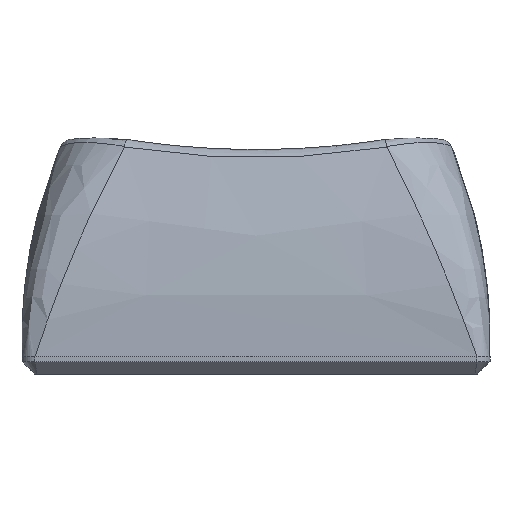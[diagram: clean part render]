
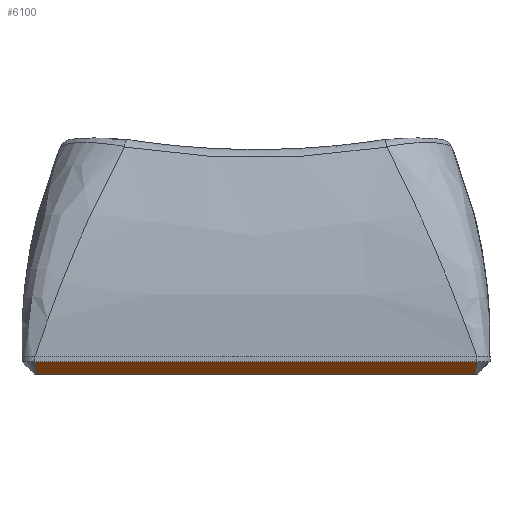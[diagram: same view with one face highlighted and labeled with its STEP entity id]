
A CAD part, front view. The second image highlights one B-rep face of the part: STEP entity #6100.
In plain terms, the highlighted planar face has unit normal (0, -0.707, -0.707).
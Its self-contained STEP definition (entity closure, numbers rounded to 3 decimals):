
#720 = PLANE('',#721);
#721 = AXIS2_PLACEMENT_3D('',#722,#723,#724);
#722 = CARTESIAN_POINT('',(-8.5,-9.,0.672));
#723 = DIRECTION('',(0.,-1.,0.));
#724 = DIRECTION('',(1.,0.,0.));
#1973 = VERTEX_POINT('',#1974);
#1974 = CARTESIAN_POINT('',(-8.5,-9.,0.48));
#2000 = EDGE_CURVE('',#1973,#2001,#2003,.T.);
#2001 = VERTEX_POINT('',#2002);
#2002 = CARTESIAN_POINT('',(8.5,-9.,0.48));
#2003 = SURFACE_CURVE('',#2004,(#2008,#2015),.PCURVE_S1.);
#2004 = LINE('',#2005,#2006);
#2005 = CARTESIAN_POINT('',(-8.5,-9.,0.48));
#2006 = VECTOR('',#2007,1.);
#2007 = DIRECTION('',(1.,0.,0.));
#2008 = PCURVE('',#720,#2009);
#2009 = DEFINITIONAL_REPRESENTATION('',(#2010),#2014);
#2010 = LINE('',#2011,#2012);
#2011 = CARTESIAN_POINT('',(0.,-0.192));
#2012 = VECTOR('',#2013,1.);
#2013 = DIRECTION('',(1.,0.));
#2014 = ( GEOMETRIC_REPRESENTATION_CONTEXT(2) 
PARAMETRIC_REPRESENTATION_CONTEXT() REPRESENTATION_CONTEXT('2D SPACE',''
  ) );
#2015 = PCURVE('',#2016,#2021);
#2016 = PLANE('',#2017);
#2017 = AXIS2_PLACEMENT_3D('',#2018,#2019,#2020);
#2018 = CARTESIAN_POINT('',(-8.5,-8.76,0.24));
#2019 = DIRECTION('',(0.,0.707,0.707)
  );
#2020 = DIRECTION('',(1.,0.,0.));
#2021 = DEFINITIONAL_REPRESENTATION('',(#2022),#2026);
#2022 = LINE('',#2023,#2024);
#2023 = CARTESIAN_POINT('',(0.,-0.339));
#2024 = VECTOR('',#2025,1.);
#2025 = DIRECTION('',(1.,0.));
#2026 = ( GEOMETRIC_REPRESENTATION_CONTEXT(2) 
PARAMETRIC_REPRESENTATION_CONTEXT() REPRESENTATION_CONTEXT('2D SPACE',''
  ) );
#3188 = CONICAL_SURFACE('',#3189,0.7,0.785);
#3189 = AXIS2_PLACEMENT_3D('',#3190,#3191,#3192);
#3190 = CARTESIAN_POINT('',(8.323,-8.323,0.48));
#3191 = DIRECTION('',(-0.,-0.,1.));
#3192 = DIRECTION('',(0.967,-0.253,0.));
#6100 = ADVANCED_FACE('',(#6101),#2016,.F.);
#6101 = FACE_BOUND('',#6102,.F.);
#6102 = EDGE_LOOP('',(#6103,#6138,#6139,#6169));
#6103 = ORIENTED_EDGE('',*,*,#6104,.F.);
#6104 = EDGE_CURVE('',#1973,#6105,#6107,.T.);
#6105 = VERTEX_POINT('',#6106);
#6106 = CARTESIAN_POINT('',(-8.42,-8.52,0.));
#6107 = SURFACE_CURVE('',#6108,(#6113,#6120),.PCURVE_S1.);
#6108 = PARABOLA('',#6109,0.008);
#6109 = AXIS2_PLACEMENT_3D('',#6110,#6111,#6112);
#6110 = CARTESIAN_POINT('',(-8.323,-8.311,
    -0.209));
#6111 = DIRECTION('',(0.,0.707,0.707)
  );
#6112 = DIRECTION('',(0.,-0.707,0.707)
  );
#6113 = PCURVE('',#2016,#6114);
#6114 = DEFINITIONAL_REPRESENTATION('',(#6115),#6119);
#6115 = B_SPLINE_CURVE_WITH_KNOTS('',2,(#6116,#6117,#6118),
  .UNSPECIFIED.,.F.,.F.,(3,3),(-0.177,-0.098),
  .PIECEWISE_BEZIER_KNOTS.);
#6116 = CARTESIAN_POINT('',(0.,-0.339));
#6117 = CARTESIAN_POINT('',(0.04,0.098));
#6118 = CARTESIAN_POINT('',(0.08,0.339));
#6119 = ( GEOMETRIC_REPRESENTATION_CONTEXT(2) 
PARAMETRIC_REPRESENTATION_CONTEXT() REPRESENTATION_CONTEXT('2D SPACE',''
  ) );
#6120 = PCURVE('',#6121,#6126);
#6121 = CONICAL_SURFACE('',#6122,0.7,0.785);
#6122 = AXIS2_PLACEMENT_3D('',#6123,#6124,#6125);
#6123 = CARTESIAN_POINT('',(-8.323,-8.323,0.48));
#6124 = DIRECTION('',(-0.,-0.,1.));
#6125 = DIRECTION('',(-0.253,-0.967,-0.));
#6126 = DEFINITIONAL_REPRESENTATION('',(#6127),#6137);
#6127 = B_SPLINE_CURVE_WITH_KNOTS('',8,(#6128,#6129,#6130,#6131,#6132,
    #6133,#6134,#6135,#6136),.UNSPECIFIED.,.F.,.F.,(9,9),(
    -0.177,-0.098),.PIECEWISE_BEZIER_KNOTS.);
#6128 = CARTESIAN_POINT('',(0.,0.));
#6129 = CARTESIAN_POINT('',(-0.014,-0.077));
#6130 = CARTESIAN_POINT('',(-0.03,-0.15));
#6131 = CARTESIAN_POINT('',(-0.048,-0.217));
#6132 = CARTESIAN_POINT('',(-0.069,-0.28));
#6133 = CARTESIAN_POINT('',(-0.094,-0.337));
#6134 = CARTESIAN_POINT('',(-0.123,-0.39));
#6135 = CARTESIAN_POINT('',(-0.158,-0.437));
#6136 = CARTESIAN_POINT('',(-0.203,-0.48));
#6137 = ( GEOMETRIC_REPRESENTATION_CONTEXT(2) 
PARAMETRIC_REPRESENTATION_CONTEXT() REPRESENTATION_CONTEXT('2D SPACE',''
  ) );
#6138 = ORIENTED_EDGE('',*,*,#2000,.T.);
#6139 = ORIENTED_EDGE('',*,*,#6140,.T.);
#6140 = EDGE_CURVE('',#2001,#6141,#6143,.T.);
#6141 = VERTEX_POINT('',#6142);
#6142 = CARTESIAN_POINT('',(8.42,-8.52,0.));
#6143 = SURFACE_CURVE('',#6144,(#6149,#6156),.PCURVE_S1.);
#6144 = PARABOLA('',#6145,0.008);
#6145 = AXIS2_PLACEMENT_3D('',#6146,#6147,#6148);
#6146 = CARTESIAN_POINT('',(8.323,-8.311,
    -0.209));
#6147 = DIRECTION('',(0.,-0.707,-0.707
    ));
#6148 = DIRECTION('',(0.,-0.707,0.707)
  );
#6149 = PCURVE('',#2016,#6150);
#6150 = DEFINITIONAL_REPRESENTATION('',(#6151),#6155);
#6151 = B_SPLINE_CURVE_WITH_KNOTS('',2,(#6152,#6153,#6154),
  .UNSPECIFIED.,.F.,.F.,(3,3),(-0.177,-0.098),
  .PIECEWISE_BEZIER_KNOTS.);
#6152 = CARTESIAN_POINT('',(17.,-0.339));
#6153 = CARTESIAN_POINT('',(16.96,0.098));
#6154 = CARTESIAN_POINT('',(16.92,0.339));
#6155 = ( GEOMETRIC_REPRESENTATION_CONTEXT(2) 
PARAMETRIC_REPRESENTATION_CONTEXT() REPRESENTATION_CONTEXT('2D SPACE',''
  ) );
#6156 = PCURVE('',#3188,#6157);
#6157 = DEFINITIONAL_REPRESENTATION('',(#6158),#6168);
#6158 = B_SPLINE_CURVE_WITH_KNOTS('',8,(#6159,#6160,#6161,#6162,#6163,
    #6164,#6165,#6166,#6167),.UNSPECIFIED.,.F.,.F.,(9,9),(
    -0.177,-0.098),.PIECEWISE_BEZIER_KNOTS.);
#6159 = CARTESIAN_POINT('',(-1.059,0.));
#6160 = CARTESIAN_POINT('',(-1.045,-0.077));
#6161 = CARTESIAN_POINT('',(-1.029,-0.15));
#6162 = CARTESIAN_POINT('',(-1.01,-0.217));
#6163 = CARTESIAN_POINT('',(-0.99,-0.28));
#6164 = CARTESIAN_POINT('',(-0.965,-0.337));
#6165 = CARTESIAN_POINT('',(-0.936,-0.39));
#6166 = CARTESIAN_POINT('',(-0.901,-0.437));
#6167 = CARTESIAN_POINT('',(-0.856,-0.48));
#6168 = ( GEOMETRIC_REPRESENTATION_CONTEXT(2) 
PARAMETRIC_REPRESENTATION_CONTEXT() REPRESENTATION_CONTEXT('2D SPACE',''
  ) );
#6169 = ORIENTED_EDGE('',*,*,#6170,.F.);
#6170 = EDGE_CURVE('',#6105,#6141,#6171,.T.);
#6171 = SURFACE_CURVE('',#6172,(#6176,#6183),.PCURVE_S1.);
#6172 = LINE('',#6173,#6174);
#6173 = CARTESIAN_POINT('',(-8.5,-8.52,0.));
#6174 = VECTOR('',#6175,1.);
#6175 = DIRECTION('',(1.,0.,0.));
#6176 = PCURVE('',#2016,#6177);
#6177 = DEFINITIONAL_REPRESENTATION('',(#6178),#6182);
#6178 = LINE('',#6179,#6180);
#6179 = CARTESIAN_POINT('',(0.,0.339));
#6180 = VECTOR('',#6181,1.);
#6181 = DIRECTION('',(1.,0.));
#6182 = ( GEOMETRIC_REPRESENTATION_CONTEXT(2) 
PARAMETRIC_REPRESENTATION_CONTEXT() REPRESENTATION_CONTEXT('2D SPACE',''
  ) );
#6183 = PCURVE('',#6184,#6189);
#6184 = PLANE('',#6185);
#6185 = AXIS2_PLACEMENT_3D('',#6186,#6187,#6188);
#6186 = CARTESIAN_POINT('',(8.5,9.,0.));
#6187 = DIRECTION('',(0.,0.,-1.));
#6188 = DIRECTION('',(-1.,0.,0.));
#6189 = DEFINITIONAL_REPRESENTATION('',(#6190),#6194);
#6190 = LINE('',#6191,#6192);
#6191 = CARTESIAN_POINT('',(17.,-17.52));
#6192 = VECTOR('',#6193,1.);
#6193 = DIRECTION('',(-1.,0.));
#6194 = ( GEOMETRIC_REPRESENTATION_CONTEXT(2) 
PARAMETRIC_REPRESENTATION_CONTEXT() REPRESENTATION_CONTEXT('2D SPACE',''
  ) );
